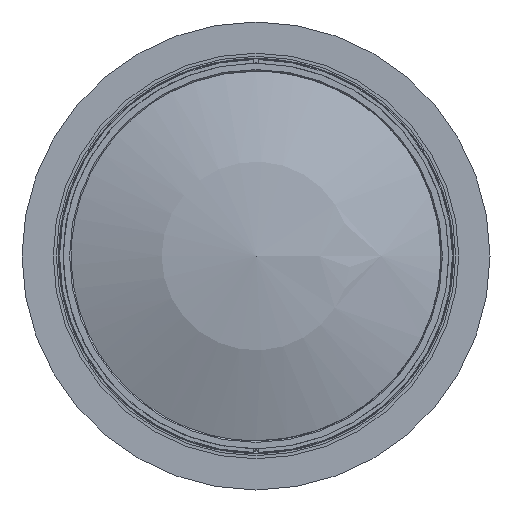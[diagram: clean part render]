
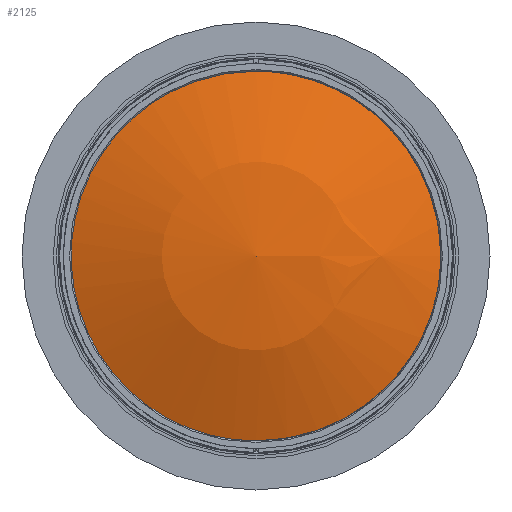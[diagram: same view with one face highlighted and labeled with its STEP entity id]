
A CAD part, left-side view. The second image highlights one B-rep face of the part: STEP entity #2125.
In plain terms, the highlighted spherical face has radius 87.86 mm.
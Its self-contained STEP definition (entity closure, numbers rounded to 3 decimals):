
#135=SPHERICAL_SURFACE('',#11725,87.86);
#539=B_SPLINE_CURVE_WITH_KNOTS('',3,(#16073,#16074,#16075,#16076,#16077,
#16078,#16079,#16080,#16081,#16082,#16083,#16084,#16085,#16086,#16087,#16088,
#16089,#16090,#16091,#16092,#16093,#16094,#16095,#16096,#16097,#16098,#16099,
#16100,#16101,#16102,#16103,#16104,#16105,#16106),.UNSPECIFIED.,.T.,.F.,
(2,2,2,2,2,2,2,2,2,2,2,2,2,2,2,2,2,2,2),(-0.063,0.,0.063,0.125,0.188,
0.25,0.313,0.375,0.438,0.5,0.563,0.625,0.688,0.75,0.813,0.875,0.938,
1.,1.063),.UNSPECIFIED.);
#2125=ADVANCED_FACE('',(#2922),#135,.T.);
#2922=FACE_OUTER_BOUND('',#3435,.T.);
#3435=EDGE_LOOP('',(#4848));
#4848=ORIENTED_EDGE('',*,*,#9021,.T.);
#7580=VERTEX_POINT('',#16107);
#9021=EDGE_CURVE('',#7580,#7580,#539,.T.);
#11725=AXIS2_PLACEMENT_3D('',#16108,#13159,#13160);
#13159=DIRECTION('',(1.,0.,0.));
#13160=DIRECTION('',(0.,-1.,0.));
#16073=CARTESIAN_POINT('',(-294.404,4.55,-34.761));
#16074=CARTESIAN_POINT('',(-294.404,-4.55,-34.761));
#16075=CARTESIAN_POINT('',(-294.404,-9.099,-33.856));
#16076=CARTESIAN_POINT('',(-294.404,-17.506,-30.374));
#16077=CARTESIAN_POINT('',(-294.404,-21.362,-27.797));
#16078=CARTESIAN_POINT('',(-294.404,-27.797,-21.362));
#16079=CARTESIAN_POINT('',(-294.404,-30.374,-17.506));
#16080=CARTESIAN_POINT('',(-294.404,-33.856,-9.099));
#16081=CARTESIAN_POINT('',(-294.404,-34.761,-4.55));
#16082=CARTESIAN_POINT('',(-294.404,-34.761,4.55));
#16083=CARTESIAN_POINT('',(-294.404,-33.856,9.099));
#16084=CARTESIAN_POINT('',(-294.404,-30.374,17.506));
#16085=CARTESIAN_POINT('',(-294.404,-27.797,21.362));
#16086=CARTESIAN_POINT('',(-294.404,-21.362,27.797));
#16087=CARTESIAN_POINT('',(-294.404,-17.506,30.374));
#16088=CARTESIAN_POINT('',(-294.404,-9.099,33.856));
#16089=CARTESIAN_POINT('',(-294.404,-4.55,34.761));
#16090=CARTESIAN_POINT('',(-294.404,4.55,34.761));
#16091=CARTESIAN_POINT('',(-294.404,9.099,33.856));
#16092=CARTESIAN_POINT('',(-294.404,17.506,30.374));
#16093=CARTESIAN_POINT('',(-294.404,21.362,27.797));
#16094=CARTESIAN_POINT('',(-294.404,27.797,21.362));
#16095=CARTESIAN_POINT('',(-294.404,30.374,17.506));
#16096=CARTESIAN_POINT('',(-294.404,33.856,9.099));
#16097=CARTESIAN_POINT('',(-294.404,34.761,4.55));
#16098=CARTESIAN_POINT('',(-294.404,34.761,-4.55));
#16099=CARTESIAN_POINT('',(-294.404,33.856,-9.099));
#16100=CARTESIAN_POINT('',(-294.404,30.374,-17.506));
#16101=CARTESIAN_POINT('',(-294.404,27.797,-21.362));
#16102=CARTESIAN_POINT('',(-294.404,21.362,-27.797));
#16103=CARTESIAN_POINT('',(-294.404,17.506,-30.374));
#16104=CARTESIAN_POINT('',(-294.404,9.099,-33.856));
#16105=CARTESIAN_POINT('',(-294.404,4.55,-34.761));
#16106=CARTESIAN_POINT('',(-294.404,-4.55,-34.761));
#16107=CARTESIAN_POINT('',(-294.404,0.,-34.761));
#16108=CARTESIAN_POINT('',(-213.713,0.,0.));
